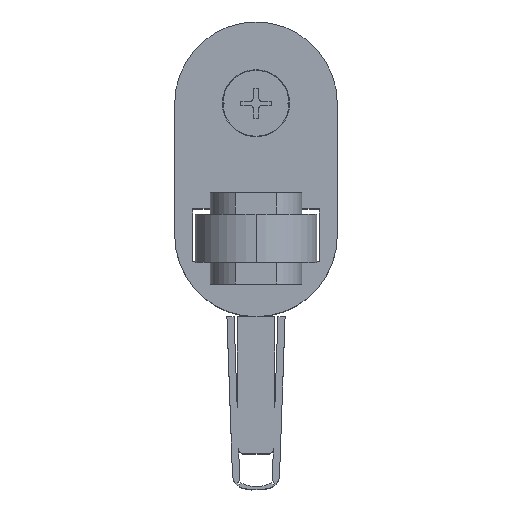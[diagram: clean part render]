
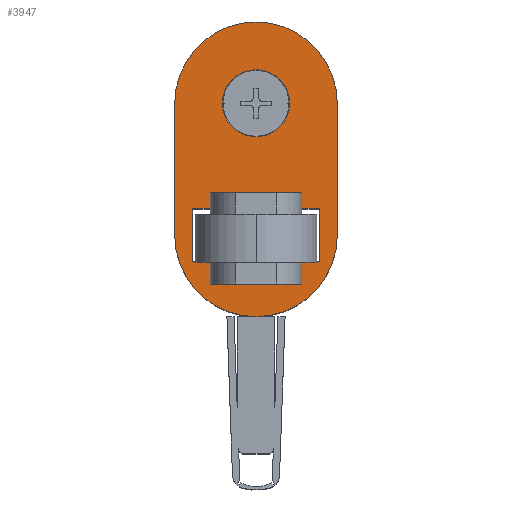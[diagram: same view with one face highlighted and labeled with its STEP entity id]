
A CAD part, top view. The second image highlights one B-rep face of the part: STEP entity #3947.
In plain terms, the highlighted planar face has unit normal (0, 0, 1).
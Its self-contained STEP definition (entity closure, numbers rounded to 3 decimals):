
#26 = ORIENTED_EDGE ( 'NONE', *, *, #2220, .F. ) ;
#51 = DIRECTION ( 'NONE',  ( -1., 0., 0. ) ) ;
#62 = CARTESIAN_POINT ( 'NONE',  ( 8., 13., 18. ) ) ;
#70 = VERTEX_POINT ( 'NONE', #1698 ) ;
#72 = CARTESIAN_POINT ( 'NONE',  ( -6.25, 2.6, 18. ) ) ;
#78 = VERTEX_POINT ( 'NONE', #693 ) ;
#104 = EDGE_LOOP ( 'NONE', ( #2643, #2376, #1216, #3610 ) ) ;
#107 = LINE ( 'NONE', #2541, #329 ) ;
#116 = LINE ( 'NONE', #830, #4111 ) ;
#133 = DIRECTION ( 'NONE',  ( 1., 0., 0. ) ) ;
#157 = EDGE_CURVE ( 'NONE', #1229, #1922, #3782, .T. ) ;
#172 = VERTEX_POINT ( 'NONE', #670 ) ;
#185 = CIRCLE ( 'NONE', #3801, 3.3 ) ;
#207 = PLANE ( 'NONE',  #533 ) ;
#224 = CARTESIAN_POINT ( 'NONE',  ( -4.5, 4.2, 18. ) ) ;
#256 = VERTEX_POINT ( 'NONE', #4384 ) ;
#329 = VECTOR ( 'NONE', #133, 1000. ) ;
#377 = CARTESIAN_POINT ( 'NONE',  ( 6.25, -2.6, 18. ) ) ;
#399 = VECTOR ( 'NONE', #1966, 1000. ) ;
#440 = CARTESIAN_POINT ( 'NONE',  ( 4.5, -4.8, 18. ) ) ;
#467 = VECTOR ( 'NONE', #501, 1000. ) ;
#491 = ORIENTED_EDGE ( 'NONE', *, *, #3478, .F. ) ;
#501 = DIRECTION ( 'NONE',  ( 0., -1., 0. ) ) ;
#515 = EDGE_CURVE ( 'NONE', #256, #1783, #3362, .T. ) ;
#518 = CARTESIAN_POINT ( 'NONE',  ( 8., 0., 18. ) ) ;
#527 = DIRECTION ( 'NONE',  ( 0., 0., 1. ) ) ;
#533 = AXIS2_PLACEMENT_3D ( 'NONE', #2001, #2664, #1583 ) ;
#580 = LINE ( 'NONE', #3296, #1555 ) ;
#604 = EDGE_CURVE ( 'NONE', #2771, #2684, #3641, .T. ) ;
#610 = FACE_OUTER_BOUND ( 'NONE', #104, .T. ) ;
#670 = CARTESIAN_POINT ( 'NONE',  ( -3.3, 13., 18. ) ) ;
#676 = VECTOR ( 'NONE', #1011, 1000. ) ;
#693 = CARTESIAN_POINT ( 'NONE',  ( 3.3, 13., 18. ) ) ;
#705 = VECTOR ( 'NONE', #2567, 1000. ) ;
#783 = LINE ( 'NONE', #518, #4450 ) ;
#830 = CARTESIAN_POINT ( 'NONE',  ( -6.25, -2.6, 18. ) ) ;
#894 = CARTESIAN_POINT ( 'NONE',  ( -6.25, -2.6, 18. ) ) ;
#930 = ORIENTED_EDGE ( 'NONE', *, *, #2978, .F. ) ;
#1011 = DIRECTION ( 'NONE',  ( 0., -1., 0. ) ) ;
#1168 = EDGE_CURVE ( 'NONE', #1922, #3560, #116, .T. ) ;
#1187 = AXIS2_PLACEMENT_3D ( 'NONE', #2652, #527, #1594 ) ;
#1216 = ORIENTED_EDGE ( 'NONE', *, *, #3399, .T. ) ;
#1229 = VERTEX_POINT ( 'NONE', #2178 ) ;
#1281 = CARTESIAN_POINT ( 'NONE',  ( 0., 0., 18. ) ) ;
#1317 = ORIENTED_EDGE ( 'NONE', *, *, #604, .F. ) ;
#1346 = CARTESIAN_POINT ( 'NONE',  ( -6.25, -2.6, 18. ) ) ;
#1449 = CARTESIAN_POINT ( 'NONE',  ( 4.5, 4.2, 18. ) ) ;
#1450 = ORIENTED_EDGE ( 'NONE', *, *, #157, .F. ) ;
#1463 = ORIENTED_EDGE ( 'NONE', *, *, #4378, .F. ) ;
#1468 = AXIS2_PLACEMENT_3D ( 'NONE', #1577, #2680, #2701 ) ;
#1473 = VECTOR ( 'NONE', #51, 1000. ) ;
#1555 = VECTOR ( 'NONE', #3345, 1000. ) ;
#1577 = CARTESIAN_POINT ( 'NONE',  ( 0., 13., 18. ) ) ;
#1583 = DIRECTION ( 'NONE',  ( 1., 0., 0. ) ) ;
#1594 = DIRECTION ( 'NONE',  ( 1., 0., 0. ) ) ;
#1632 = ORIENTED_EDGE ( 'NONE', *, *, #2378, .F. ) ;
#1692 = EDGE_CURVE ( 'NONE', #4280, #2771, #3603, .T. ) ;
#1698 = CARTESIAN_POINT ( 'NONE',  ( -4.5, 2.6, 18. ) ) ;
#1725 = VECTOR ( 'NONE', #2849, 1000. ) ;
#1726 = VERTEX_POINT ( 'NONE', #2882 ) ;
#1783 = VERTEX_POINT ( 'NONE', #3916 ) ;
#1808 = DIRECTION ( 'NONE',  ( 1., 0., 0. ) ) ;
#1811 = ORIENTED_EDGE ( 'NONE', *, *, #2647, .F. ) ;
#1922 = VERTEX_POINT ( 'NONE', #894 ) ;
#1929 = FACE_BOUND ( 'NONE', #2732, .T. ) ;
#1966 = DIRECTION ( 'NONE',  ( 0., -1., 0. ) ) ;
#1972 = LINE ( 'NONE', #2634, #3082 ) ;
#2001 = CARTESIAN_POINT ( 'NONE',  ( 0., 0., 18. ) ) ;
#2052 = CARTESIAN_POINT ( 'NONE',  ( -4.5, -2.6, 18. ) ) ;
#2163 = VECTOR ( 'NONE', #4403, 1000. ) ;
#2165 = ORIENTED_EDGE ( 'NONE', *, *, #1692, .F. ) ;
#2174 = CARTESIAN_POINT ( 'NONE',  ( 4.5, 4.2, 18. ) ) ;
#2178 = CARTESIAN_POINT ( 'NONE',  ( -6.25, 2.6, 18. ) ) ;
#2201 = ORIENTED_EDGE ( 'NONE', *, *, #4330, .F. ) ;
#2220 = EDGE_CURVE ( 'NONE', #4289, #2470, #2517, .T. ) ;
#2302 = LINE ( 'NONE', #3689, #2163 ) ;
#2334 = DIRECTION ( 'NONE',  ( 0., 0., 1. ) ) ;
#2371 = DIRECTION ( 'NONE',  ( 0., -1., 0. ) ) ;
#2376 = ORIENTED_EDGE ( 'NONE', *, *, #3812, .T. ) ;
#2378 = EDGE_CURVE ( 'NONE', #2470, #4050, #2302, .T. ) ;
#2418 = ORIENTED_EDGE ( 'NONE', *, *, #3479, .F. ) ;
#2466 = DIRECTION ( 'NONE',  ( 0., 0., 1. ) ) ;
#2470 = VERTEX_POINT ( 'NONE', #3453 ) ;
#2508 = CIRCLE ( 'NONE', #1468, 3.3 ) ;
#2517 = LINE ( 'NONE', #1449, #1725 ) ;
#2541 = CARTESIAN_POINT ( 'NONE',  ( -4.5, -4.8, 18. ) ) ;
#2567 = DIRECTION ( 'NONE',  ( 0., 1., 0. ) ) ;
#2594 = DIRECTION ( 'NONE',  ( 0., 1., 0. ) ) ;
#2634 = CARTESIAN_POINT ( 'NONE',  ( -6.25, 2.6, 18. ) ) ;
#2643 = ORIENTED_EDGE ( 'NONE', *, *, #4428, .T. ) ;
#2644 = ORIENTED_EDGE ( 'NONE', *, *, #3166, .F. ) ;
#2647 = EDGE_CURVE ( 'NONE', #3560, #1726, #3609, .T. ) ;
#2652 = CARTESIAN_POINT ( 'NONE',  ( 0., 13., 18. ) ) ;
#2654 = AXIS2_PLACEMENT_3D ( 'NONE', #1281, #2334, #3280 ) ;
#2658 = DIRECTION ( 'NONE',  ( -1., 0., 0. ) ) ;
#2664 = DIRECTION ( 'NONE',  ( 0., 0., 1. ) ) ;
#2680 = DIRECTION ( 'NONE',  ( 0., 0., 1. ) ) ;
#2684 = VERTEX_POINT ( 'NONE', #2958 ) ;
#2701 = DIRECTION ( 'NONE',  ( 1., 0., 0. ) ) ;
#2732 = EDGE_LOOP ( 'NONE', ( #2644, #1463 ) ) ;
#2770 = ORIENTED_EDGE ( 'NONE', *, *, #1168, .F. ) ;
#2771 = VERTEX_POINT ( 'NONE', #3408 ) ;
#2840 = ORIENTED_EDGE ( 'NONE', *, *, #4362, .F. ) ;
#2848 = VECTOR ( 'NONE', #2371, 1000. ) ;
#2849 = DIRECTION ( 'NONE',  ( 0., 1., 0. ) ) ;
#2882 = CARTESIAN_POINT ( 'NONE',  ( -4.5, -4.8, 18. ) ) ;
#2911 = CARTESIAN_POINT ( 'NONE',  ( -4.5, 4.2, 18. ) ) ;
#2958 = CARTESIAN_POINT ( 'NONE',  ( -4.5, 4.2, 18. ) ) ;
#2978 = EDGE_CURVE ( 'NONE', #70, #1229, #3150, .T. ) ;
#3063 = FACE_BOUND ( 'NONE', #4063, .T. ) ;
#3082 = VECTOR ( 'NONE', #2658, 1000. ) ;
#3150 = LINE ( 'NONE', #72, #1473 ) ;
#3163 = CARTESIAN_POINT ( 'NONE',  ( 0., 13., 18. ) ) ;
#3166 = EDGE_CURVE ( 'NONE', #78, #172, #185, .T. ) ;
#3246 = VERTEX_POINT ( 'NONE', #62 ) ;
#3280 = DIRECTION ( 'NONE',  ( 1., 0., 0. ) ) ;
#3296 = CARTESIAN_POINT ( 'NONE',  ( 6.25, -2.6, 18. ) ) ;
#3345 = DIRECTION ( 'NONE',  ( 0., 1., 0. ) ) ;
#3362 = LINE ( 'NONE', #3751, #2848 ) ;
#3399 = EDGE_CURVE ( 'NONE', #3246, #256, #3663, .T. ) ;
#3408 = CARTESIAN_POINT ( 'NONE',  ( 4.5, 4.2, 18. ) ) ;
#3453 = CARTESIAN_POINT ( 'NONE',  ( 4.5, -2.6, 18. ) ) ;
#3478 = EDGE_CURVE ( 'NONE', #2684, #70, #3615, .T. ) ;
#3479 = EDGE_CURVE ( 'NONE', #4050, #4204, #580, .T. ) ;
#3550 = CARTESIAN_POINT ( 'NONE',  ( 4.5, 2.6, 18. ) ) ;
#3560 = VERTEX_POINT ( 'NONE', #2052 ) ;
#3571 = CARTESIAN_POINT ( 'NONE',  ( 6.25, 2.6, 18. ) ) ;
#3603 = LINE ( 'NONE', #2174, #705 ) ;
#3609 = LINE ( 'NONE', #2911, #467 ) ;
#3610 = ORIENTED_EDGE ( 'NONE', *, *, #515, .T. ) ;
#3615 = LINE ( 'NONE', #3691, #399 ) ;
#3641 = LINE ( 'NONE', #224, #4145 ) ;
#3663 = CIRCLE ( 'NONE', #1187, 8. ) ;
#3668 = DIRECTION ( 'NONE',  ( -1., 0., 0. ) ) ;
#3676 = CARTESIAN_POINT ( 'NONE',  ( 8., 0., 18. ) ) ;
#3689 = CARTESIAN_POINT ( 'NONE',  ( -6.25, -2.6, 18. ) ) ;
#3691 = CARTESIAN_POINT ( 'NONE',  ( -4.5, 4.2, 18. ) ) ;
#3751 = CARTESIAN_POINT ( 'NONE',  ( -8., 0., 18. ) ) ;
#3782 = LINE ( 'NONE', #1346, #676 ) ;
#3801 = AXIS2_PLACEMENT_3D ( 'NONE', #3163, #2466, #3860 ) ;
#3812 = EDGE_CURVE ( 'NONE', #3896, #3246, #783, .T. ) ;
#3860 = DIRECTION ( 'NONE',  ( 1., 0., 0. ) ) ;
#3896 = VERTEX_POINT ( 'NONE', #3676 ) ;
#3916 = CARTESIAN_POINT ( 'NONE',  ( -8., 0., 18. ) ) ;
#3947 = ADVANCED_FACE ( 'NONE', ( #3063, #1929, #610 ), #207, .T. ) ;
#4050 = VERTEX_POINT ( 'NONE', #377 ) ;
#4063 = EDGE_LOOP ( 'NONE', ( #930, #491, #1317, #2165, #2840, #2418, #1632, #26, #2201, #1811, #2770, #1450 ) ) ;
#4111 = VECTOR ( 'NONE', #1808, 1000. ) ;
#4145 = VECTOR ( 'NONE', #3668, 1000. ) ;
#4204 = VERTEX_POINT ( 'NONE', #3571 ) ;
#4280 = VERTEX_POINT ( 'NONE', #3550 ) ;
#4289 = VERTEX_POINT ( 'NONE', #440 ) ;
#4330 = EDGE_CURVE ( 'NONE', #1726, #4289, #107, .T. ) ;
#4362 = EDGE_CURVE ( 'NONE', #4204, #4280, #1972, .T. ) ;
#4378 = EDGE_CURVE ( 'NONE', #172, #78, #2508, .T. ) ;
#4384 = CARTESIAN_POINT ( 'NONE',  ( -8., 13., 18. ) ) ;
#4403 = DIRECTION ( 'NONE',  ( 1., 0., 0. ) ) ;
#4428 = EDGE_CURVE ( 'NONE', #1783, #3896, #4448, .T. ) ;
#4448 = CIRCLE ( 'NONE', #2654, 8. ) ;
#4450 = VECTOR ( 'NONE', #2594, 1000. ) ;
